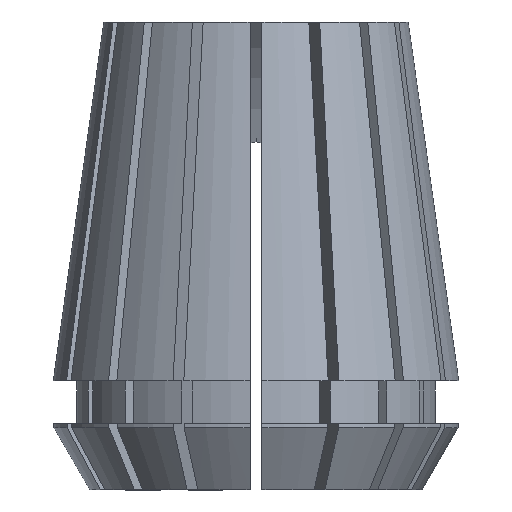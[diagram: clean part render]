
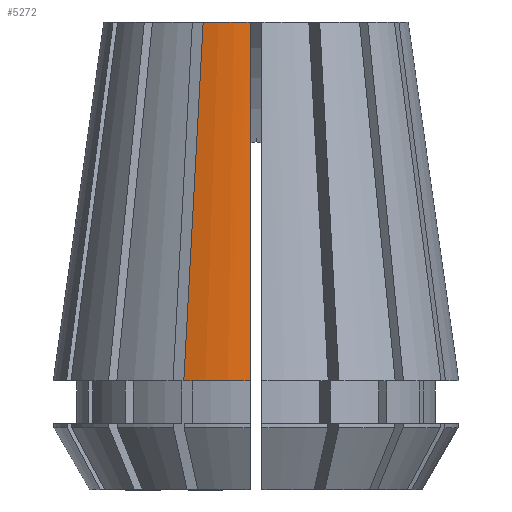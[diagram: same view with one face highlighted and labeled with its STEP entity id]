
A CAD part, left-side view. The second image highlights one B-rep face of the part: STEP entity #5272.
In plain terms, the highlighted conical face has half-angle 8 degrees and reference radius 25.998 mm.
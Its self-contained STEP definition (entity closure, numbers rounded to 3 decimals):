
#220 = VERTEX_POINT ( 'NONE', #928 ) ;
#266 = DIRECTION ( 'NONE',  ( 0., 0., -1. ) ) ;
#387 = EDGE_LOOP ( 'NONE', ( #2974, #4721, #563, #4581 ) ) ;
#550 = CARTESIAN_POINT ( 'NONE',  ( 0., 0., 0. ) ) ;
#563 = ORIENTED_EDGE ( 'NONE', *, *, #5656, .T. ) ;
#728 = CARTESIAN_POINT ( 'NONE',  ( -24.296, 9.252, -46. ) ) ;
#928 = CARTESIAN_POINT ( 'NONE',  ( -18.32, 6.777, 0. ) ) ;
#1090 = CARTESIAN_POINT ( 'NONE',  ( 0., 0., -46. ) ) ;
#1216 = VERTEX_POINT ( 'NONE', #728 ) ;
#1459 = CIRCLE ( 'NONE', #5538, 19.533 ) ;
#1816 = DIRECTION ( 'NONE',  ( 1., 0., 0. ) ) ;
#1889 = CARTESIAN_POINT ( 'NONE',  ( -21.675, 0.75, -15.333 ) ) ;
#1942 = CARTESIAN_POINT ( 'NONE',  ( -22.304, 8.427, -30.667 ) ) ;
#1988 = DIRECTION ( 'NONE',  ( -1., 0., 0. ) ) ;
#2465 = AXIS2_PLACEMENT_3D ( 'NONE', #5049, #4697, #4637 ) ;
#2488 = FACE_OUTER_BOUND ( 'NONE', #387, .T. ) ;
#2492 = B_SPLINE_CURVE_WITH_KNOTS ( 'NONE', 3,
 ( #4063, #5396, #1889, #3717 ),
 .UNSPECIFIED., .F., .F.,
 ( 4, 4 ),
 ( 0.038, 0.084 ),
 .UNSPECIFIED. ) ;
#2698 = VERTEX_POINT ( 'NONE', #3453 ) ;
#2741 = B_SPLINE_CURVE_WITH_KNOTS ( 'NONE', 3,
 ( #2811, #1942, #3129, #3582 ),
 .UNSPECIFIED., .F., .F.,
 ( 4, 4 ),
 ( 0., 0.046 ),
 .UNSPECIFIED. ) ;
#2811 = CARTESIAN_POINT ( 'NONE',  ( -24.296, 9.252, -46. ) ) ;
#2888 = EDGE_CURVE ( 'NONE', #1216, #220, #2741, .T. ) ;
#2974 = ORIENTED_EDGE ( 'NONE', *, *, #2888, .F. ) ;
#3129 = CARTESIAN_POINT ( 'NONE',  ( -20.312, 7.602, -15.333 ) ) ;
#3199 = CIRCLE ( 'NONE', #2465, 25.998 ) ;
#3453 = CARTESIAN_POINT ( 'NONE',  ( -19.519, 0.75, 0. ) ) ;
#3553 = AXIS2_PLACEMENT_3D ( 'NONE', #1090, #266, #1988 ) ;
#3582 = CARTESIAN_POINT ( 'NONE',  ( -18.32, 6.777, 0. ) ) ;
#3643 = DIRECTION ( 'NONE',  ( 0., 0., 1. ) ) ;
#3717 = CARTESIAN_POINT ( 'NONE',  ( -19.519, 0.75, 0. ) ) ;
#3864 = EDGE_CURVE ( 'NONE', #220, #2698, #1459, .T. ) ;
#4063 = CARTESIAN_POINT ( 'NONE',  ( -25.987, 0.75, -46. ) ) ;
#4581 = ORIENTED_EDGE ( 'NONE', *, *, #3864, .F. ) ;
#4637 = DIRECTION ( 'NONE',  ( 1., 0., 0. ) ) ;
#4664 = EDGE_CURVE ( 'NONE', #1216, #4676, #3199, .T. ) ;
#4670 = CONICAL_SURFACE ( 'NONE', #3553, 25.998, 0.14 ) ;
#4676 = VERTEX_POINT ( 'NONE', #5123 ) ;
#4697 = DIRECTION ( 'NONE',  ( 0., 0., 1. ) ) ;
#4721 = ORIENTED_EDGE ( 'NONE', *, *, #4664, .T. ) ;
#5049 = CARTESIAN_POINT ( 'NONE',  ( 0., 0., -46. ) ) ;
#5123 = CARTESIAN_POINT ( 'NONE',  ( -25.987, 0.75, -46. ) ) ;
#5272 = ADVANCED_FACE ( 'NONE', ( #2488 ), #4670, .T. ) ;
#5396 = CARTESIAN_POINT ( 'NONE',  ( -23.831, 0.75, -30.667 ) ) ;
#5538 = AXIS2_PLACEMENT_3D ( 'NONE', #550, #3643, #1816 ) ;
#5656 = EDGE_CURVE ( 'NONE', #4676, #2698, #2492, .T. ) ;
